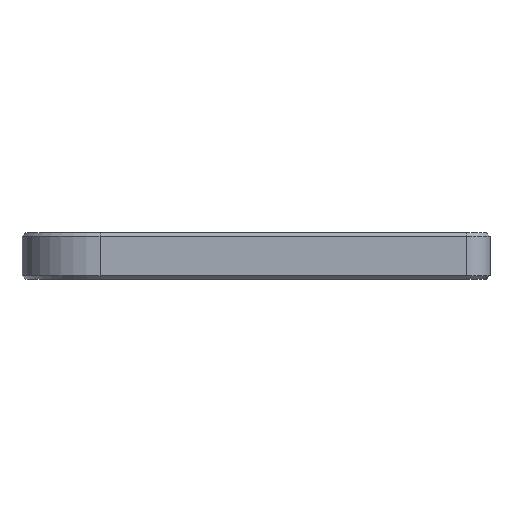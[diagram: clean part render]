
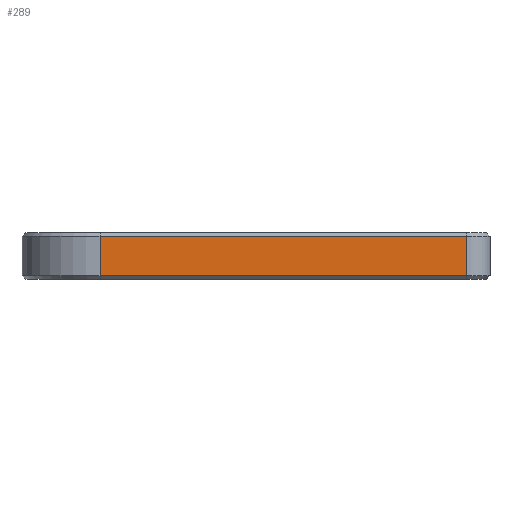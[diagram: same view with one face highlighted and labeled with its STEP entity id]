
A CAD part, front view. The second image highlights one B-rep face of the part: STEP entity #289.
In plain terms, the highlighted planar face has unit normal (0, -1, 0).
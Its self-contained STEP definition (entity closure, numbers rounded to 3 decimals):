
#30 = VERTEX_POINT ( 'NONE', #373 ) ;
#66 = VECTOR ( 'NONE', #1752, 1000. ) ;
#136 = CARTESIAN_POINT ( 'NONE',  ( 27., -46.35, -2.5 ) ) ;
#152 = CARTESIAN_POINT ( 'NONE',  ( -20., -46.35, 3. ) ) ;
#201 = VERTEX_POINT ( 'NONE', #761 ) ;
#210 = DIRECTION ( 'NONE',  ( 0., 1., 0. ) ) ;
#289 = ADVANCED_FACE ( 'NONE', ( #355 ), #942, .F. ) ;
#304 = LINE ( 'NONE', #136, #1340 ) ;
#338 = ORIENTED_EDGE ( 'NONE', *, *, #1527, .T. ) ;
#355 = FACE_OUTER_BOUND ( 'NONE', #1508, .T. ) ;
#365 = AXIS2_PLACEMENT_3D ( 'NONE', #1530, #210, #800 ) ;
#373 = CARTESIAN_POINT ( 'NONE',  ( -20., -46.35, -2.5 ) ) ;
#432 = VECTOR ( 'NONE', #1427, 1000. ) ;
#503 = EDGE_CURVE ( 'NONE', #30, #201, #304, .T. ) ;
#553 = CARTESIAN_POINT ( 'NONE',  ( 27., -46.35, 3. ) ) ;
#559 = VERTEX_POINT ( 'NONE', #1469 ) ;
#562 = EDGE_CURVE ( 'NONE', #1609, #30, #1630, .T. ) ;
#761 = CARTESIAN_POINT ( 'NONE',  ( 27., -46.35, -2.5 ) ) ;
#800 = DIRECTION ( 'NONE',  ( -1., 0., 0. ) ) ;
#942 = PLANE ( 'NONE',  #365 ) ;
#1153 = CARTESIAN_POINT ( 'NONE',  ( 30., -46.35, 2.5 ) ) ;
#1172 = DIRECTION ( 'NONE',  ( 1., 0., 0. ) ) ;
#1340 = VECTOR ( 'NONE', #1172, 1000. ) ;
#1381 = ORIENTED_EDGE ( 'NONE', *, *, #503, .T. ) ;
#1409 = LINE ( 'NONE', #1153, #432 ) ;
#1427 = DIRECTION ( 'NONE',  ( -1., 0., 0. ) ) ;
#1435 = LINE ( 'NONE', #553, #1606 ) ;
#1469 = CARTESIAN_POINT ( 'NONE',  ( 27., -46.35, 2.5 ) ) ;
#1508 = EDGE_LOOP ( 'NONE', ( #1709, #1381, #1603, #338 ) ) ;
#1527 = EDGE_CURVE ( 'NONE', #559, #1609, #1409, .T. ) ;
#1530 = CARTESIAN_POINT ( 'NONE',  ( 30., -46.35, 3. ) ) ;
#1584 = DIRECTION ( 'NONE',  ( 0., 0., 1. ) ) ;
#1603 = ORIENTED_EDGE ( 'NONE', *, *, #1883, .T. ) ;
#1606 = VECTOR ( 'NONE', #1584, 1000. ) ;
#1609 = VERTEX_POINT ( 'NONE', #1646 ) ;
#1630 = LINE ( 'NONE', #152, #66 ) ;
#1646 = CARTESIAN_POINT ( 'NONE',  ( -20., -46.35, 2.5 ) ) ;
#1709 = ORIENTED_EDGE ( 'NONE', *, *, #562, .T. ) ;
#1752 = DIRECTION ( 'NONE',  ( 0., 0., -1. ) ) ;
#1883 = EDGE_CURVE ( 'NONE', #201, #559, #1435, .T. ) ;
